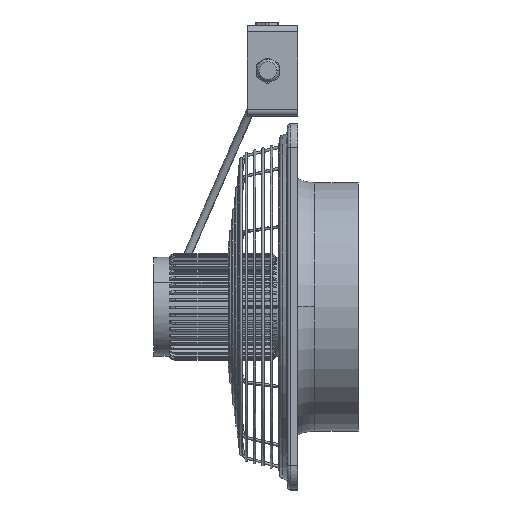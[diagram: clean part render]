
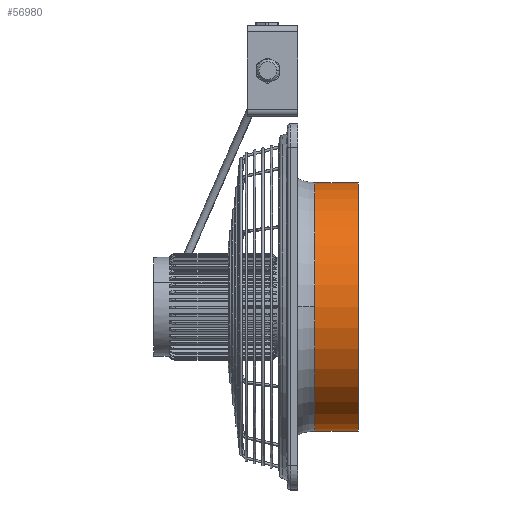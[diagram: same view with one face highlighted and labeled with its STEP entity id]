
A CAD part, top view. The second image highlights one B-rep face of the part: STEP entity #56980.
In plain terms, the highlighted cylindrical face has radius 158 mm (diameter 316 mm), a partial arc.
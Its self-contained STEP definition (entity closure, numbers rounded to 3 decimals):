
#19090=CARTESIAN_POINT('',(69.9,-85.561,0.));
#19100=DIRECTION('',(1.,-0.,-0.));
#19110=DIRECTION('',(0.,0.,1.));
#19120=AXIS2_PLACEMENT_3D('',#19090,#19100,#19110);
#19130=CIRCLE('',#19120,158.);
#19140=CARTESIAN_POINT('',(69.9,72.439,
0.));
#19150=VERTEX_POINT('',#19140);
#19180=CARTESIAN_POINT('',(69.9,-85.561,158.));
#19190=VERTEX_POINT('',#19180);
#19200=EDGE_CURVE('',#19150,#19190,#19130,.T.);
#56630=CARTESIAN_POINT('',(97.5,-85.561,0.));
#56640=DIRECTION('',(-1.,0.,0.));
#56650=DIRECTION('',(0.,-1.,0.));
#56660=AXIS2_PLACEMENT_3D('',#56630,#56640,#56650);
#56670=CYLINDRICAL_SURFACE('',#56660,158.);
#56680=CARTESIAN_POINT('',(97.5,72.439,
0.));
#56690=DIRECTION('',(-1.,0.,0.));
#56700=VECTOR('',#56690,1.);
#56710=LINE('',#56680,#56700);
#56720=CARTESIAN_POINT('',(125.1,72.439,
0.));
#56730=VERTEX_POINT('',#56720);
#56740=EDGE_CURVE('',#56730,#19150,#56710,.T.);
#56750=ORIENTED_EDGE('',*,*,#56740,.T.);
#56760=CARTESIAN_POINT('',(125.1,-85.561,0.));
#56770=DIRECTION('',(1.,-0.,-0.));
#56780=DIRECTION('',(0.,-1.,0.));
#56790=AXIS2_PLACEMENT_3D('',#56760,#56770,#56780);
#56800=CIRCLE('',#56790,158.);
#56810=CARTESIAN_POINT('',(125.1,-243.561,0.));
#56820=VERTEX_POINT('',#56810);
#56830=EDGE_CURVE('',#56730,#56820,#56800,.T.);
#56840=ORIENTED_EDGE('',*,*,#56830,.F.);
#56850=CARTESIAN_POINT('',(97.5,-243.561,0.));
#56860=DIRECTION('',(-1.,0.,0.));
#56870=VECTOR('',#56860,1.);
#56880=LINE('',#56850,#56870);
#56890=CARTESIAN_POINT('',(69.9,-243.561,0.));
#56900=VERTEX_POINT('',#56890);
#56910=EDGE_CURVE('',#56820,#56900,#56880,.T.);
#56920=ORIENTED_EDGE('',*,*,#56910,.F.);
#56930=EDGE_CURVE('',#19190,#56900,#19130,.T.);
#56940=ORIENTED_EDGE('',*,*,#56930,.T.);
#56950=ORIENTED_EDGE('',*,*,#19200,.T.);
#56960=EDGE_LOOP('',(#56950,#56940,#56920,#56840,#56750));
#56970=FACE_OUTER_BOUND('',#56960,.T.);
#56980=ADVANCED_FACE('',(#56970),#56670,.T.);
